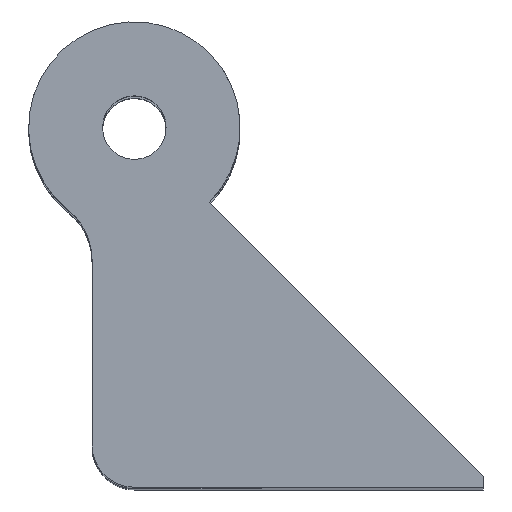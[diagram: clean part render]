
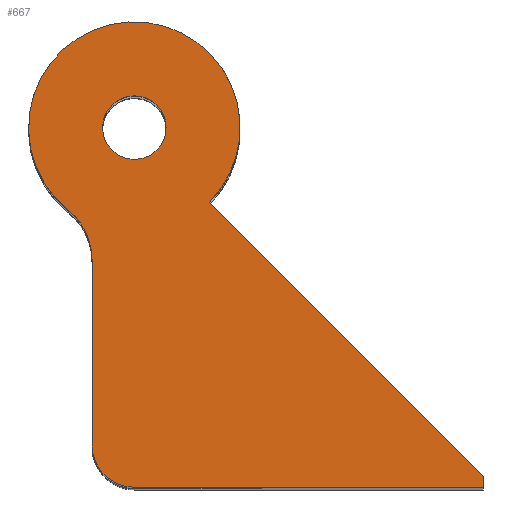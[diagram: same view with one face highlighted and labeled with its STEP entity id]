
A CAD part, top view. The second image highlights one B-rep face of the part: STEP entity #667.
In plain terms, the highlighted planar face has unit normal (0, 0, 1).
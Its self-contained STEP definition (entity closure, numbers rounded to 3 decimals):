
#15=FACE_BOUND('',#104,.T.);
#25=PLANE('',#750);
#66=FACE_OUTER_BOUND('',#103,.T.);
#103=EDGE_LOOP('',(#515,#516,#517,#518,#519,#520,#521));
#104=EDGE_LOOP('',(#522));
#144=LINE('',#1087,#188);
#157=LINE('',#1123,#201);
#163=LINE('',#1156,#207);
#167=LINE('',#1176,#211);
#188=VECTOR('',#859,10.);
#201=VECTOR('',#880,10.);
#207=VECTOR('',#902,10.);
#211=VECTOR('',#912,10.);
#232=CIRCLE('',#733,2.);
#234=CIRCLE('',#741,3.);
#235=CIRCLE('',#743,5.);
#236=CIRCLE('',#745,1.5);
#276=VERTEX_POINT('',#1080);
#277=VERTEX_POINT('',#1081);
#278=VERTEX_POINT('',#1086);
#291=VERTEX_POINT('',#1121);
#295=VERTEX_POINT('',#1143);
#296=VERTEX_POINT('',#1147);
#297=VERTEX_POINT('',#1151);
#298=VERTEX_POINT('',#1155);
#345=EDGE_CURVE('',#276,#277,#232,.T.);
#348=EDGE_CURVE('',#278,#277,#144,.T.);
#364=EDGE_CURVE('',#276,#291,#157,.T.);
#369=EDGE_CURVE('',#278,#295,#234,.T.);
#371=EDGE_CURVE('',#296,#295,#235,.T.);
#374=EDGE_CURVE('',#297,#297,#236,.T.);
#375=EDGE_CURVE('',#298,#296,#163,.T.);
#382=EDGE_CURVE('',#291,#298,#167,.T.);
#515=ORIENTED_EDGE('',*,*,#345,.F.);
#516=ORIENTED_EDGE('',*,*,#364,.T.);
#517=ORIENTED_EDGE('',*,*,#382,.T.);
#518=ORIENTED_EDGE('',*,*,#375,.T.);
#519=ORIENTED_EDGE('',*,*,#371,.T.);
#520=ORIENTED_EDGE('',*,*,#369,.F.);
#521=ORIENTED_EDGE('',*,*,#348,.T.);
#522=ORIENTED_EDGE('',*,*,#374,.T.);
#667=ADVANCED_FACE('',(#66,#15),#25,.T.);
#733=AXIS2_PLACEMENT_3D('',#1082,#853,#854);
#741=AXIS2_PLACEMENT_3D('',#1144,#887,#888);
#743=AXIS2_PLACEMENT_3D('',#1148,#892,#893);
#745=AXIS2_PLACEMENT_3D('',#1153,#898,#899);
#750=AXIS2_PLACEMENT_3D('',#1178,#914,#915);
#853=DIRECTION('center_axis',(0.,0.,-1.));
#854=DIRECTION('ref_axis',(-0.707,-0.707,0.));
#859=DIRECTION('',(0.,-1.,0.));
#880=DIRECTION('',(1.,0.,0.));
#887=DIRECTION('center_axis',(0.,0.,1.));
#888=DIRECTION('ref_axis',(0.901,0.433,0.));
#892=DIRECTION('center_axis',(0.,0.,1.));
#893=DIRECTION('ref_axis',(1.,0.,0.));
#898=DIRECTION('center_axis',(0.,0.,-1.));
#899=DIRECTION('ref_axis',(-1.,0.,0.));
#902=DIRECTION('',(-0.707,0.707,0.));
#912=DIRECTION('',(0.,1.,0.));
#914=DIRECTION('center_axis',(0.,0.,1.));
#915=DIRECTION('ref_axis',(1.,0.,0.));
#1080=CARTESIAN_POINT('',(2.,0.,75.));
#1081=CARTESIAN_POINT('',(0.,2.,75.));
#1082=CARTESIAN_POINT('Origin',(2.,2.,75.));
#1086=CARTESIAN_POINT('',(0.,10.755,75.));
#1087=CARTESIAN_POINT('',(0.,12.417,75.));
#1121=CARTESIAN_POINT('',(18.5,0.,75.));
#1123=CARTESIAN_POINT('',(0.,0.,75.));
#1143=CARTESIAN_POINT('',(-1.125,13.097,75.));
#1144=CARTESIAN_POINT('Origin',(-3.,10.755,75.));
#1147=CARTESIAN_POINT('',(5.536,13.464,75.));
#1148=CARTESIAN_POINT('Origin',(2.,17.,75.));
#1151=CARTESIAN_POINT('',(3.5,17.,75.));
#1153=CARTESIAN_POINT('Origin',(2.,17.,75.));
#1155=CARTESIAN_POINT('',(18.5,0.5,75.));
#1156=CARTESIAN_POINT('',(19.,0.,75.));
#1176=CARTESIAN_POINT('',(18.5,0.,75.));
#1178=CARTESIAN_POINT('Origin',(10.,3.5,75.));
